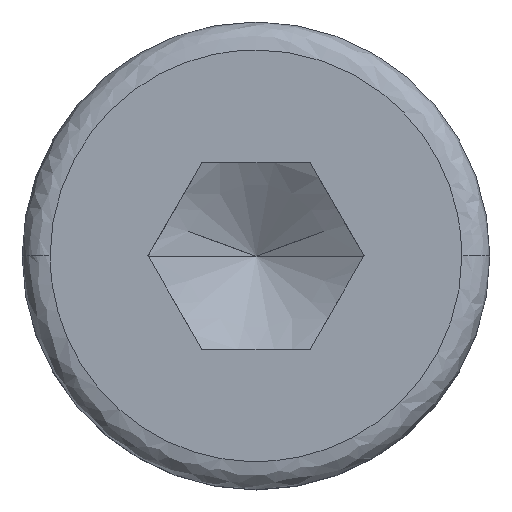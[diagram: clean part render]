
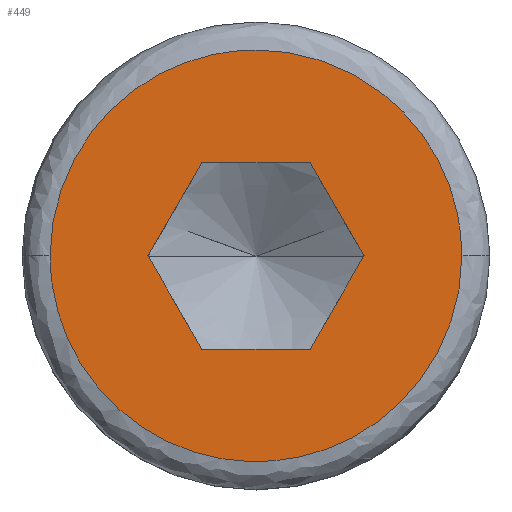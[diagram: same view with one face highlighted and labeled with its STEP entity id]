
A CAD part, top view. The second image highlights one B-rep face of the part: STEP entity #449.
In plain terms, the highlighted planar face has unit normal (0, 0, 1).
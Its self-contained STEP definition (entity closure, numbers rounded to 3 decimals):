
#2 = DIRECTION ( 'NONE',  ( 1., 0., 0. ) ) ;
#12 = LINE ( 'NONE', #446, #831 ) ;
#24 = ORIENTED_EDGE ( 'NONE', *, *, #357, .T. ) ;
#38 = VERTEX_POINT ( 'NONE', #327 ) ;
#46 = CARTESIAN_POINT ( 'NONE',  ( -2.309, 0., 4. ) ) ;
#73 = CARTESIAN_POINT ( 'NONE',  ( 4.4, 2.577, 4. ) ) ;
#78 = CARTESIAN_POINT ( 'NONE',  ( -2.577, 4.4, 4. ) ) ;
#82 = ORIENTED_EDGE ( 'NONE', *, *, #688, .T. ) ;
#88 = CARTESIAN_POINT ( 'NONE',  ( -1.155, -2., 4. ) ) ;
#91 = CARTESIAN_POINT ( 'NONE',  ( 0., -2., 4. ) ) ;
#113 = CARTESIAN_POINT ( 'NONE',  ( -1.155, 2., 4. ) ) ;
#120 = VERTEX_POINT ( 'NONE', #807 ) ;
#135 = VECTOR ( 'NONE', #597, 1000. ) ;
#142 =( BOUNDED_CURVE ( )  B_SPLINE_CURVE ( 3, ( #634, #700, #78, #226 ),
 .UNSPECIFIED., .F., .T. ) 
 B_SPLINE_CURVE_WITH_KNOTS ( ( 4, 4 ),
 ( 0.667, 1. ),
 .UNSPECIFIED. ) 
 CURVE ( )  GEOMETRIC_REPRESENTATION_ITEM ( )  RATIONAL_B_SPLINE_CURVE ( ( 1., 0.805, 0.805, 1. ) ) 
 REPRESENTATION_ITEM ( '' )  );
#143 = EDGE_CURVE ( 'NONE', #744, #38, #526, .T. ) ;
#150 = CARTESIAN_POINT ( 'NONE',  ( -4.4, -2.577, 4. ) ) ;
#173 = FACE_OUTER_BOUND ( 'NONE', #704, .T. ) ;
#174 = VERTEX_POINT ( 'NONE', #756 ) ;
#226 = CARTESIAN_POINT ( 'NONE',  ( 0., 4.4, 4. ) ) ;
#227 = CARTESIAN_POINT ( 'NONE',  ( 0., 4.4, 4. ) ) ;
#228 = VECTOR ( 'NONE', #517, 1000. ) ;
#234 = ORIENTED_EDGE ( 'NONE', *, *, #616, .T. ) ;
#236 = VERTEX_POINT ( 'NONE', #227 ) ;
#237 = CARTESIAN_POINT ( 'NONE',  ( 0., 2., 4. ) ) ;
#240 = DIRECTION ( 'NONE',  ( 0.5, -0.866, 0. ) ) ;
#248 =( BOUNDED_CURVE ( )  B_SPLINE_CURVE ( 3, ( #411, #477, #73, #681 ),
 .UNSPECIFIED., .F., .T. ) 
 B_SPLINE_CURVE_WITH_KNOTS ( ( 4, 4 ),
 ( 0., 1. ),
 .UNSPECIFIED. ) 
 CURVE ( )  GEOMETRIC_REPRESENTATION_ITEM ( )  RATIONAL_B_SPLINE_CURVE ( ( 1., 0.805, 0.805, 1. ) ) 
 REPRESENTATION_ITEM ( '' )  );
#257 = VECTOR ( 'NONE', #296, 1000. ) ;
#281 = LINE ( 'NONE', #46, #135 ) ;
#284 = LINE ( 'NONE', #705, #228 ) ;
#290 = CARTESIAN_POINT ( 'NONE',  ( -2.577, -4.4, 4. ) ) ;
#296 = DIRECTION ( 'NONE',  ( 1., 0., 0. ) ) ;
#297 = ORIENTED_EDGE ( 'NONE', *, *, #495, .F. ) ;
#306 = DIRECTION ( 'NONE',  ( -1., 0., 0. ) ) ;
#307 = VECTOR ( 'NONE', #426, 1000. ) ;
#310 = ORIENTED_EDGE ( 'NONE', *, *, #701, .T. ) ;
#322 = CARTESIAN_POINT ( 'NONE',  ( 2.309, 0., 4. ) ) ;
#327 = CARTESIAN_POINT ( 'NONE',  ( -2.309, 0., 4. ) ) ;
#348 = CARTESIAN_POINT ( 'NONE',  ( 1.155, -2., 4. ) ) ;
#357 = EDGE_CURVE ( 'NONE', #174, #713, #12, .T. ) ;
#366 = LINE ( 'NONE', #237, #257 ) ;
#367 = VECTOR ( 'NONE', #306, 1000. ) ;
#370 = CARTESIAN_POINT ( 'NONE',  ( -4.4, 0., 4. ) ) ;
#378 =( BOUNDED_CURVE ( )  B_SPLINE_CURVE ( 3, ( #611, #745, #417, #768, #290, #150, #370 ),
 .UNSPECIFIED., .F., .T. ) 
 B_SPLINE_CURVE_WITH_KNOTS ( ( 4, 3, 4 ),
 ( 0., 0.333, 0.667 ),
 .UNSPECIFIED. ) 
 CURVE ( )  GEOMETRIC_REPRESENTATION_ITEM ( )  RATIONAL_B_SPLINE_CURVE ( ( 1., 0.805, 0.805, 1., 0.805, 0.805, 1. ) ) 
 REPRESENTATION_ITEM ( '' )  );
#411 = CARTESIAN_POINT ( 'NONE',  ( 0., 4.4, 4. ) ) ;
#412 = ORIENTED_EDGE ( 'NONE', *, *, #143, .T. ) ;
#417 = CARTESIAN_POINT ( 'NONE',  ( 2.577, -4.4, 4. ) ) ;
#426 = DIRECTION ( 'NONE',  ( -0.5, 0.866, 0. ) ) ;
#446 = CARTESIAN_POINT ( 'NONE',  ( 1.155, 2., 4. ) ) ;
#449 = ADVANCED_FACE ( 'NONE', ( #618, #173 ), #607, .T. ) ;
#450 = CARTESIAN_POINT ( 'NONE',  ( -4.4, 0., 4. ) ) ;
#465 = ORIENTED_EDGE ( 'NONE', *, *, #628, .F. ) ;
#477 = CARTESIAN_POINT ( 'NONE',  ( 2.577, 4.4, 4. ) ) ;
#495 = EDGE_CURVE ( 'NONE', #236, #120, #248, .T. ) ;
#512 = EDGE_CURVE ( 'NONE', #120, #682, #378, .T. ) ;
#517 = DIRECTION ( 'NONE',  ( -0.5, -0.866, 0. ) ) ;
#518 = VERTEX_POINT ( 'NONE', #348 ) ;
#526 = LINE ( 'NONE', #811, #307 ) ;
#597 = DIRECTION ( 'NONE',  ( 0.5, 0.866, 0. ) ) ;
#607 = PLANE ( 'NONE',  #623 ) ;
#611 = CARTESIAN_POINT ( 'NONE',  ( 4.4, 0., 4. ) ) ;
#616 = EDGE_CURVE ( 'NONE', #842, #174, #366, .T. ) ;
#618 = FACE_BOUND ( 'NONE', #787, .T. ) ;
#623 = AXIS2_PLACEMENT_3D ( 'NONE', #809, #804, #2 ) ;
#628 = EDGE_CURVE ( 'NONE', #682, #236, #142, .T. ) ;
#634 = CARTESIAN_POINT ( 'NONE',  ( -4.4, 0., 4. ) ) ;
#643 = ORIENTED_EDGE ( 'NONE', *, *, #512, .F. ) ;
#681 = CARTESIAN_POINT ( 'NONE',  ( 4.4, 0., 4. ) ) ;
#682 = VERTEX_POINT ( 'NONE', #450 ) ;
#688 = EDGE_CURVE ( 'NONE', #518, #744, #801, .T. ) ;
#700 = CARTESIAN_POINT ( 'NONE',  ( -4.4, 2.577, 4. ) ) ;
#701 = EDGE_CURVE ( 'NONE', #713, #518, #284, .T. ) ;
#704 = EDGE_LOOP ( 'NONE', ( #297, #465, #643 ) ) ;
#705 = CARTESIAN_POINT ( 'NONE',  ( 2.309, 0., 4. ) ) ;
#713 = VERTEX_POINT ( 'NONE', #322 ) ;
#744 = VERTEX_POINT ( 'NONE', #88 ) ;
#745 = CARTESIAN_POINT ( 'NONE',  ( 4.4, -2.577, 4. ) ) ;
#756 = CARTESIAN_POINT ( 'NONE',  ( 1.155, 2., 4. ) ) ;
#763 = ORIENTED_EDGE ( 'NONE', *, *, #818, .T. ) ;
#768 = CARTESIAN_POINT ( 'NONE',  ( 0., -4.4, 4. ) ) ;
#787 = EDGE_LOOP ( 'NONE', ( #412, #763, #234, #24, #310, #82 ) ) ;
#801 = LINE ( 'NONE', #91, #367 ) ;
#804 = DIRECTION ( 'NONE',  ( 0., 0., 1. ) ) ;
#807 = CARTESIAN_POINT ( 'NONE',  ( 4.4, 0., 4. ) ) ;
#809 = CARTESIAN_POINT ( 'NONE',  ( 0., 3.655, 4. ) ) ;
#811 = CARTESIAN_POINT ( 'NONE',  ( -1.155, -2., 4. ) ) ;
#818 = EDGE_CURVE ( 'NONE', #38, #842, #281, .T. ) ;
#831 = VECTOR ( 'NONE', #240, 1000. ) ;
#842 = VERTEX_POINT ( 'NONE', #113 ) ;
